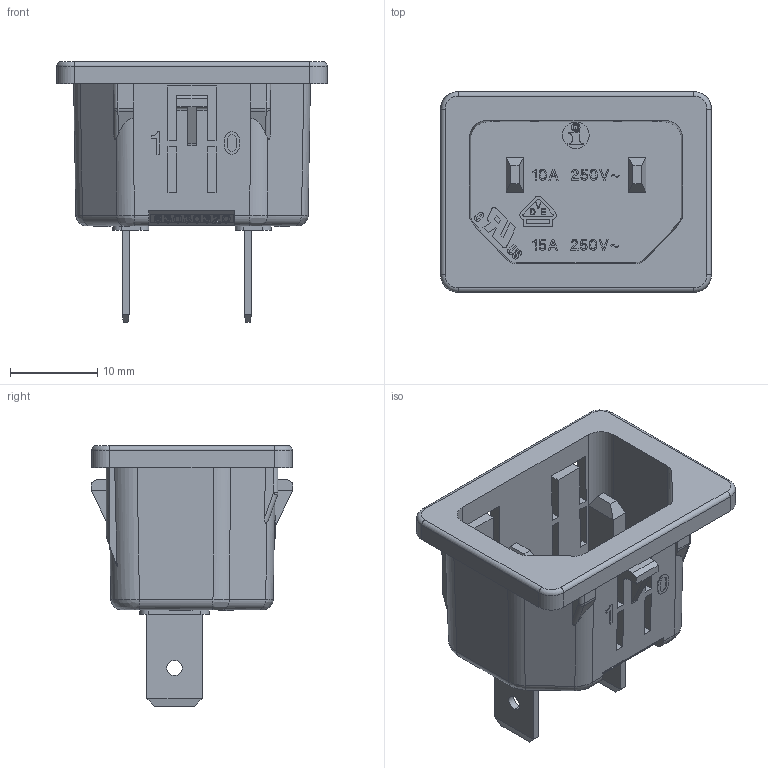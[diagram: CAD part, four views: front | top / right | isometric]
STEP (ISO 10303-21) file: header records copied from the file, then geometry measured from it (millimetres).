
FILE_DESCRIPTION(('Creo Elements/Direct Modeling STEP Export'),'2;1');
FILE_NAME('83030320_R6_C18_Snap-In_1.0mm_QD_12-15-17.stp','2017-12-15T10:40:05',(''),(''),'PTC Creo Elements/Direct Modeling STEP processor for AP214 (Solid Model)','PTC Creo Elements/Direct Modeling 19.0D 23-Nov-2015 (C) Parametric Technology GmbH','');
FILE_SCHEMA(('AUTOMOTIVE_DESIGN { 1 0 10303 214 1 1 1 1 }'));
Length unit declared in the file: millimetre
Products named in the file (5): Contacts_Measured_L-N_QD.1; Contacts_C18_QD_Assy; C18_Snap-in_BODY_1.0mm_R6_12-14-17; Part-Number-Insert_83030320; 83030320_R6_C18_Snap-in_QD_1.0mm_12-14-17
Assembly tree (5 placements, depth 3):
  83030320_R6_C18_Snap-in_QD_1.0mm_12-14-17
    Part-Number-Insert_83030320
    C18_Snap-in_BODY_1.0mm_R6_12-14-17
    Contacts_C18_QD_Assy
      Contacts_Measured_L-N_QD.1  x2
Bounding box: 31 x 23.08 x 29.83 mm (x, y, z)
Volume: 3561.1 mm3; surface area: 5036.1 mm2
Topology: 4 solids, 4 shells, 1744 faces, 4939 edges, 3279 vertices
Faces by surface type: plane 1589, cylinder 110, extrusion 29, bspline 12, torus 4
Entity records: 58111 total; most frequent: CARTESIAN_POINT 13227, ORIENTED_EDGE 9756, DIRECTION 8267, EDGE_CURVE 4878, VECTOR 4577, LINE 4548, VERTEX_POINT 3241, AXIS2_PLACEMENT_3D 1845
